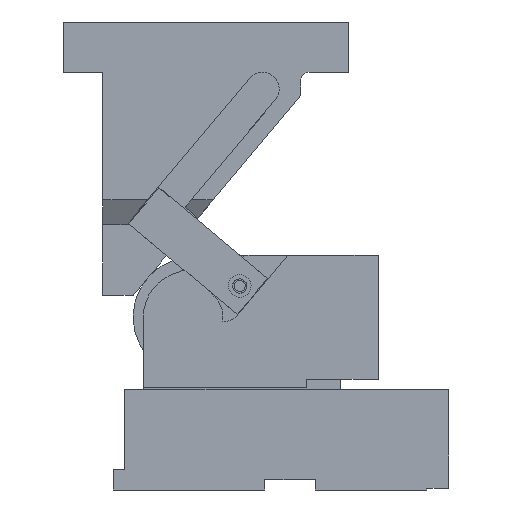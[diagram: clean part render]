
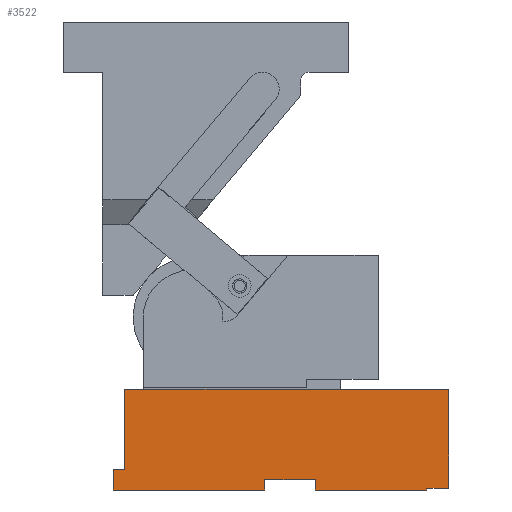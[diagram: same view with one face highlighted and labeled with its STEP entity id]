
A CAD part, front view. The second image highlights one B-rep face of the part: STEP entity #3522.
In plain terms, the highlighted planar face has unit normal (0, -1, 0).
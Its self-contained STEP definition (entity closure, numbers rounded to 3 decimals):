
#2223=CARTESIAN_POINT('Vertex',(-10.,-159.86,-4.887)) ;
#2226=CARTESIAN_POINT('Line Origine',(-6.5,-159.86,-4.887)) ;
#2230=CARTESIAN_POINT('Vertex',(-3.,-159.86,-4.887)) ;
#2304=CARTESIAN_POINT('Line Origine',(183.5,-159.86,-15.887)) ;
#2308=CARTESIAN_POINT('Vertex',(177.,-159.86,-15.887)) ;
#2310=CARTESIAN_POINT('Vertex',(190.,-159.86,-15.887)) ;
#2335=CARTESIAN_POINT('Line Origine',(177.,-159.86,-16.387)) ;
#2339=CARTESIAN_POINT('Vertex',(177.,-159.86,-16.887)) ;
#2359=CARTESIAN_POINT('Line Origine',(143.75,-159.86,-16.887)) ;
#2363=CARTESIAN_POINT('Vertex',(110.5,-159.86,-16.887)) ;
#2437=CARTESIAN_POINT('Line Origine',(110.5,-159.86,-13.887)) ;
#2441=CARTESIAN_POINT('Vertex',(110.5,-159.86,-10.887)) ;
#2465=CARTESIAN_POINT('Vertex',(80.5,-159.86,-10.887)) ;
#2468=CARTESIAN_POINT('Line Origine',(95.5,-159.86,-10.887)) ;
#2489=CARTESIAN_POINT('Vertex',(80.5,-159.86,-16.887)) ;
#2492=CARTESIAN_POINT('Line Origine',(80.5,-159.86,-13.887)) ;
#2504=CARTESIAN_POINT('Line Origine',(35.25,-159.86,-16.887)) ;
#2508=CARTESIAN_POINT('Vertex',(-10.,-159.86,-16.887)) ;
#2604=CARTESIAN_POINT('Line Origine',(-10.,-159.86,-10.887)) ;
#3438=CARTESIAN_POINT('Vertex',(-3.,-159.86,43.113)) ;
#3441=CARTESIAN_POINT('Line Origine',(93.5,-159.86,43.113)) ;
#3445=CARTESIAN_POINT('Vertex',(190.,-159.86,43.113)) ;
#3493=CARTESIAN_POINT('Axis2P3D Location',(177.,-159.86,-16.887)) ;
#3498=CARTESIAN_POINT('Line Origine',(190.,-159.86,13.613)) ;
#3503=CARTESIAN_POINT('Line Origine',(-3.,-159.86,19.113)) ;
#2227=DIRECTION('Vector Direction',(1.,0.,0.)) ;
#2305=DIRECTION('Vector Direction',(1.,0.,0.)) ;
#2336=DIRECTION('Vector Direction',(0.,0.,1.)) ;
#2360=DIRECTION('Vector Direction',(-1.,0.,0.)) ;
#2438=DIRECTION('Vector Direction',(0.,0.,1.)) ;
#2469=DIRECTION('Vector Direction',(1.,0.,0.)) ;
#2493=DIRECTION('Vector Direction',(0.,0.,1.)) ;
#2505=DIRECTION('Vector Direction',(-1.,0.,0.)) ;
#2605=DIRECTION('Vector Direction',(0.,0.,1.)) ;
#3442=DIRECTION('Vector Direction',(1.,0.,0.)) ;
#3494=DIRECTION('Axis2P3D Direction',(0.,1.,-0.)) ;
#3495=DIRECTION('Axis2P3D XDirection',(-1.,0.,0.)) ;
#3499=DIRECTION('Vector Direction',(0.,0.,-1.)) ;
#3504=DIRECTION('Vector Direction',(0.,0.,-1.)) ;
#3496=AXIS2_PLACEMENT_3D('Plane Axis2P3D',#3493,#3494,#3495) ;
#3509=ORIENTED_EDGE('',*,*,#2232,.F.) ;
#3510=ORIENTED_EDGE('',*,*,#2608,.F.) ;
#3511=ORIENTED_EDGE('',*,*,#2510,.T.) ;
#3512=ORIENTED_EDGE('',*,*,#2496,.T.) ;
#3513=ORIENTED_EDGE('',*,*,#2472,.T.) ;
#3514=ORIENTED_EDGE('',*,*,#2443,.F.) ;
#3515=ORIENTED_EDGE('',*,*,#2365,.T.) ;
#3516=ORIENTED_EDGE('',*,*,#2341,.T.) ;
#3517=ORIENTED_EDGE('',*,*,#2312,.T.) ;
#3518=ORIENTED_EDGE('',*,*,#3502,.F.) ;
#3519=ORIENTED_EDGE('',*,*,#3447,.F.) ;
#3520=ORIENTED_EDGE('',*,*,#3507,.T.) ;
#2228=VECTOR('Line Direction',#2227,1.) ;
#2306=VECTOR('Line Direction',#2305,1.) ;
#2337=VECTOR('Line Direction',#2336,1.) ;
#2361=VECTOR('Line Direction',#2360,1.) ;
#2439=VECTOR('Line Direction',#2438,1.) ;
#2470=VECTOR('Line Direction',#2469,1.) ;
#2494=VECTOR('Line Direction',#2493,1.) ;
#2506=VECTOR('Line Direction',#2505,1.) ;
#2606=VECTOR('Line Direction',#2605,1.) ;
#3443=VECTOR('Line Direction',#3442,1.) ;
#3500=VECTOR('Line Direction',#3499,1.) ;
#3505=VECTOR('Line Direction',#3504,1.) ;
#3522=ADVANCED_FACE('Brep With Voids',(#3521),#3497,.F.) ;
#2232=EDGE_CURVE('',#2224,#2231,#2229,.T.) ;
#2312=EDGE_CURVE('',#2309,#2311,#2307,.T.) ;
#2341=EDGE_CURVE('',#2340,#2309,#2338,.T.) ;
#2365=EDGE_CURVE('',#2364,#2340,#2362,.F.) ;
#2443=EDGE_CURVE('',#2364,#2442,#2440,.T.) ;
#2472=EDGE_CURVE('',#2466,#2442,#2471,.T.) ;
#2496=EDGE_CURVE('',#2490,#2466,#2495,.T.) ;
#2510=EDGE_CURVE('',#2509,#2490,#2507,.F.) ;
#2608=EDGE_CURVE('',#2509,#2224,#2607,.T.) ;
#3447=EDGE_CURVE('',#3439,#3446,#3444,.T.) ;
#3502=EDGE_CURVE('',#3446,#2311,#3501,.T.) ;
#3507=EDGE_CURVE('',#3439,#2231,#3506,.T.) ;
#3508=EDGE_LOOP('',(#3509,#3510,#3511,#3512,#3513,#3514,#3515,#3516,#3517,#3518,#3519,#3520)) ;
#3521=FACE_OUTER_BOUND('',#3508,.T.) ;
#2229=LINE('Line',#2226,#2228) ;
#2307=LINE('Line',#2304,#2306) ;
#2338=LINE('Line',#2335,#2337) ;
#2362=LINE('Line',#2359,#2361) ;
#2440=LINE('Line',#2437,#2439) ;
#2471=LINE('Line',#2468,#2470) ;
#2495=LINE('Line',#2492,#2494) ;
#2507=LINE('Line',#2504,#2506) ;
#2607=LINE('Line',#2604,#2606) ;
#3444=LINE('Line',#3441,#3443) ;
#3501=LINE('Line',#3498,#3500) ;
#3506=LINE('Line',#3503,#3505) ;
#3497=PLANE('Plane',#3496) ;
#2224=VERTEX_POINT('',#2223) ;
#2231=VERTEX_POINT('',#2230) ;
#2309=VERTEX_POINT('',#2308) ;
#2311=VERTEX_POINT('',#2310) ;
#2340=VERTEX_POINT('',#2339) ;
#2364=VERTEX_POINT('',#2363) ;
#2442=VERTEX_POINT('',#2441) ;
#2466=VERTEX_POINT('',#2465) ;
#2490=VERTEX_POINT('',#2489) ;
#2509=VERTEX_POINT('',#2508) ;
#3439=VERTEX_POINT('',#3438) ;
#3446=VERTEX_POINT('',#3445) ;
